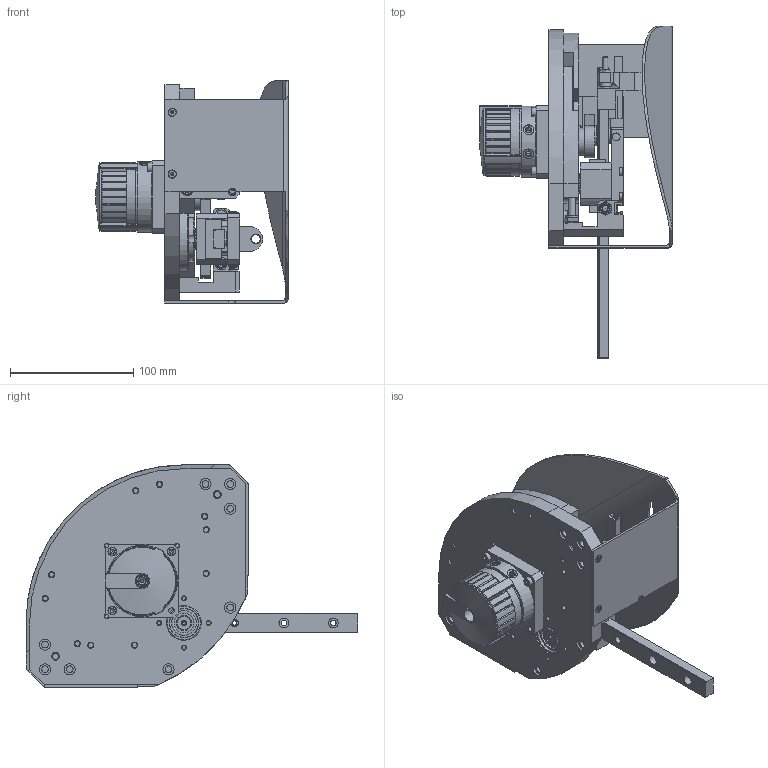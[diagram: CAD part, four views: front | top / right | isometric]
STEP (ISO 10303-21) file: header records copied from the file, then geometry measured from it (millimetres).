
FILE_DESCRIPTION(/* description */ ('STEP AP214'),/* implementation_level */ '2;1');
FILE_NAME(/* name */ '540229_HSW-12-AP-SD',/* time_stamp */ '2024-08-29T12:51:58+02:00',/* author */ ('License CC BY-ND 4.0'),/* organization */ ('CADENAS'),/* preprocessor_version */ 'ST-DEVELOPER v19.3',/* originating_system */ 'PARTsolutions',/* authorisation */ ' ');
FILE_SCHEMA (('AUTOMOTIVE_DESIGN {1 0 10303 214 3 1 1}'));
Length unit declared in the file: millimetre
Products named in the file (44): 540229 HSW-12-AP-SD---(0); 685737 HSW-12-GRUNDPLATTE; 685767 HSW-12-BUCHSE; 685746 HSW-12-MITNEHMER; DIN-912 - M3x12(F); DIN-912 - M3x16(F); 8146543 ZBH-5-B; 661073 HSP-12; 547591 DSM-12-270-A-B_K---(B); 549194 AKM-12; 685742 HSW-12-KULISSE-RECHTS; 685754 HSW-12-HALTER-RECHTS; DIN-912 - M5x16(F); 8137184 ZBH-9-B; 657108 HSP-12-SCHIENE; DIN 965 M3x4; 657699 HSP-16-DRUCKSTUECK; 367241 Flachmutter M8X1-3-10; 548071 DYSW-5-8-Y1F---(SD_0); 685773 HSW-12-STELLSCHRAUBE; 685741 HSW-12-KULISSE-LINKS; 685753 HSW-12-HALTER-LINKS; 685775 HSW-BOLZEN; 733952 HSW-12-AP-AW; DIN-625-61901-2RS(F); DIN-625-6001-2RS(F); 685764 HSW-12-WELLE; DIN-912 - M3x6(F); 685770 HSW-12-LINEAREINHEIT-2; 685770 HSW-12-LINEAREINHEIT-1; 733943 HSW-12-AP-AW; DIN 439-A - M4; 657742 HSP-12; DIN-912 - M3x8(F); 657700 HSW-12-KURVENROLLE; DIN 125-1-B-6.4; DIN 934 - M6(F); 8197895 HSW-12-AP-AW; DIN-912 - M3x14(F); DIN 6325 - 3x16(F) ...
Assembly tree (82 placements, depth 2):
  540229 HSW-12-AP-SD---(0)
    685737 HSW-12-GRUNDPLATTE
    685767 HSW-12-BUCHSE
    685746 HSW-12-MITNEHMER
    DIN-912 - M3x12(F)  x2
    DIN-912 - M3x16(F)
    8146543 ZBH-5-B  x2
    661073 HSP-12
    547591 DSM-12-270-A-B_K---(B)
    549194 AKM-12
    685742 HSW-12-KULISSE-RECHTS
    685754 HSW-12-HALTER-RECHTS
    DIN-912 - M5x16(F)  x10
    8137184 ZBH-9-B  x4
    657108 HSP-12-SCHIENE  x2
    DIN 965 M3x4  x2
    657699 HSP-16-DRUCKSTUECK  x2
    367241 Flachmutter M8X1-3-10  x2
    548071 DYSW-5-8-Y1F---(SD_0)  x2
    685773 HSW-12-STELLSCHRAUBE  x2
    685741 HSW-12-KULISSE-LINKS
    685753 HSW-12-HALTER-LINKS
    685775 HSW-BOLZEN  x2
    733952 HSW-12-AP-AW
    DIN-625-61901-2RS(F)
    DIN-625-6001-2RS(F)
    685764 HSW-12-WELLE
    DIN-912 - M3x6(F)  x4
    685770 HSW-12-LINEAREINHEIT-2
    685770 HSW-12-LINEAREINHEIT-1
    733943 HSW-12-AP-AW
    DIN 439-A - M4  x2
    657742 HSP-12  x2
    DIN-912 - M3x8(F)  x2
    657700 HSW-12-KURVENROLLE
    DIN 125-1-B-6.4
    DIN 934 - M6(F)
    8197895 HSW-12-AP-AW
    DIN-912 - M3x14(F)  x4
    DIN 6325 - 3x16(F)  x2
    DIN-912 - M4x10(F)  x4
    685804 HSW-12-ABDECKBLECH
    Senkschraube DIN 7991 M3x6  x4
    DIN-912 - M4x16(F)  x3
Bounding box: 156.2 x 268.9 x 180.1 mm (x, y, z)
Volume: 779678.2 mm3; surface area: 337795.2 mm2
Topology: 82 solids, 82 shells, 2332 faces, 5113 edges, 3089 vertices
Faces by surface type: plane 1146, cone 581, cylinder 548, torus 47, sphere 10
Full cylindrical faces by diameter (mm): 2.161 x2, 2.459 x19, 2.5 x2, 3 x25, 3.2 x1, 3.242 x20, 3.4 x15, 3.5 x4, 4 x12, 4.134 x18, 4.2 x2, 4.5 x10, 4.7 x2, 4.9 x2, 4.917 x5, 5 x14, 5.5 x25, 5.6 x2, 6 x26, 6.2 x2, 6.4 x3, 6.7 x2, 6.917 x5, 7 x9, 8 x11, 8.3 x2, 8.5 x10, 9 x16, 9.3 x2, 9.6 x1
Entity records: 40975 total; most frequent: CARTESIAN_POINT 7299, DIRECTION 6984, ORIENTED_EDGE 5644, AXIS2_PLACEMENT_3D 2833, EDGE_CURVE 2822, FACE_BOUND 2330, EDGE_LOOP 2292, VERTEX_POINT 2088
